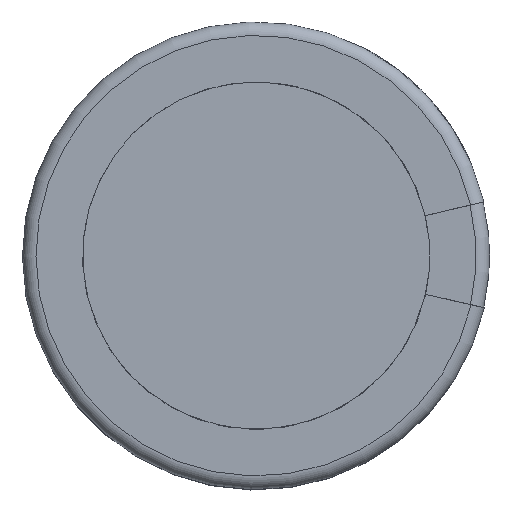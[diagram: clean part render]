
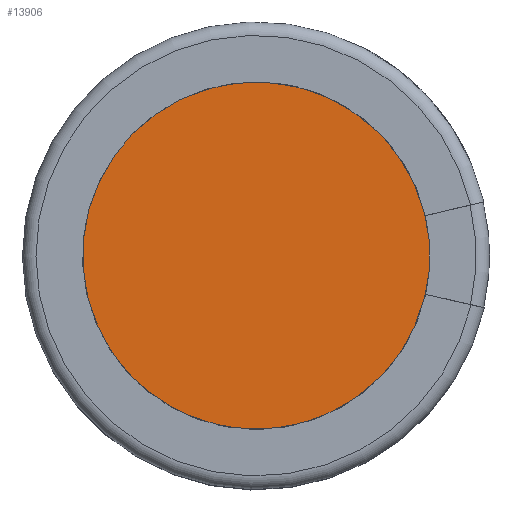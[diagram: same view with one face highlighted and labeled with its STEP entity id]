
A CAD part, top view. The second image highlights one B-rep face of the part: STEP entity #13906.
In plain terms, the highlighted face is planar.
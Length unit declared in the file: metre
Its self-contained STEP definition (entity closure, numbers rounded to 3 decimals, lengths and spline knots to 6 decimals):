
#546=CIRCLE('',#14589,0.016432);
#1317=ORIENTED_EDGE('',*,*,#4182,.F.);
#4182=EDGE_CURVE('',#5601,#5601,#546,.T.);
#5601=VERTEX_POINT('',#19294);
#7907=EDGE_LOOP('',(#1317));
#8617=FACE_BOUND('',#7907,.T.);
#9264=PLANE('',#14588);
#13906=ADVANCED_FACE('',(#8617),#9264,.F.);
#14588=AXIS2_PLACEMENT_3D('',#19292,#15930,#15931);
#14589=AXIS2_PLACEMENT_3D('',#19293,#15932,#15933);
#15930=DIRECTION('',(0.,-1.,0.));
#15931=DIRECTION('',(0.,0.,-1.));
#15932=DIRECTION('',(0.,-1.,0.));
#15933=DIRECTION('',(0.,0.,-1.));
#19292=CARTESIAN_POINT('',(0.,0.02578,0.));
#19293=CARTESIAN_POINT('',(0.,0.02578,0.));
#19294=CARTESIAN_POINT('',(0.,0.02578,-0.016432));
